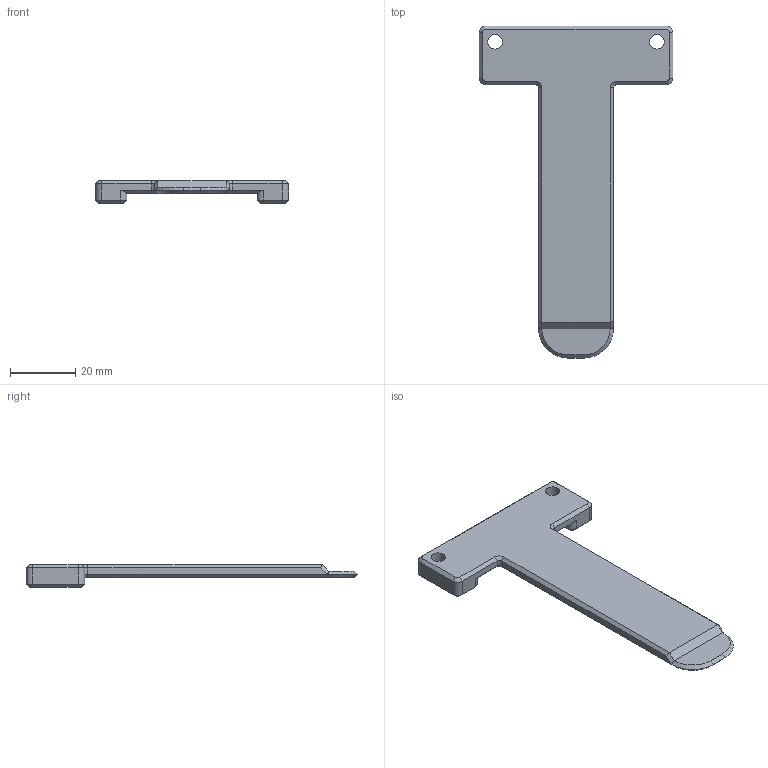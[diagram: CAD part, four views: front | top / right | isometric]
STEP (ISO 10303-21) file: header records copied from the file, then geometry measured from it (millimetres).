
FILE_DESCRIPTION(/* description */ ('MOLLE Strap, M12 Battery Controller Housing'),/* implementation_level */ '2;1');
FILE_NAME(/* name */ 'M12 Battery MOLLE Strap.step',/* time_stamp */ '2023-07-15T12:32:18-07:00',/* author */ (''),/* organization */ (''),/* preprocessor_version */ 'ST-DEVELOPER v19.2',/* originating_system */ 'Autodesk Translation Framework v12.6.0.85',/* authorisation */ '');
FILE_SCHEMA (('AUTOMOTIVE_DESIGN { 1 0 10303 214 3 1 1 }'));
Length unit declared in the file: millimetre
Products named in the file (1): P-TET-000171
Bounding box: 59.4 x 102.04 x 7 mm (x, y, z)
Volume: 11948.6 mm3; surface area: 7179.1 mm2
Topology: 1 solids, 1 shells, 73 faces, 169 edges, 98 vertices
Faces by surface type: plane 41, cone 20, cylinder 12
Full cylindrical faces by diameter (mm): 4.5 x2
Entity records: 2062 total; most frequent: DIRECTION 367, CARTESIAN_POINT 341, ORIENTED_EDGE 338, EDGE_CURVE 169, AXIS2_PLACEMENT_3D 124, LINE 119, VECTOR 119, VERTEX_POINT 98
